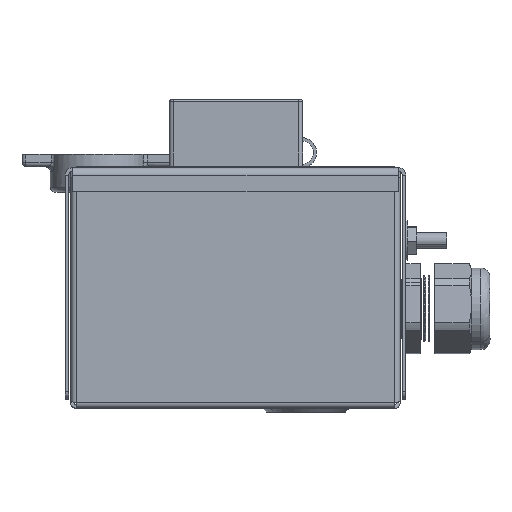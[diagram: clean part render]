
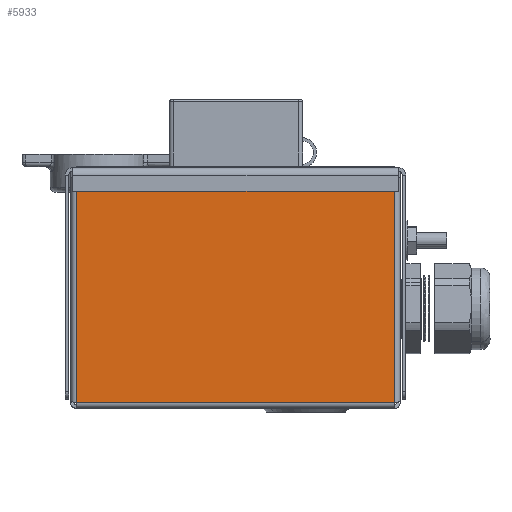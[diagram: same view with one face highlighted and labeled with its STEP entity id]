
A CAD part, left-side view. The second image highlights one B-rep face of the part: STEP entity #5933.
In plain terms, the highlighted planar face has unit normal (-1, 0, 0).
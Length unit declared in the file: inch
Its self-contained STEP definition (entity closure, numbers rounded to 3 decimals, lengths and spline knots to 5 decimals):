
#2882 = CARTESIAN_POINT ( 'NONE',  ( -0.0273, 5.1298, -0.0902 ) ) ;
#3152 = EDGE_CURVE ( 'NONE', #24045, #42284, #38727, .T. ) ;
#3648 = EDGE_CURVE ( 'NONE', #41851, #29305, #15292, .T. ) ;
#4373 = VECTOR ( 'NONE', #11863, 39.37008 ) ;
#5933 = ADVANCED_FACE ( 'NONE', ( #8466 ), #28835, .T. ) ;
#5980 = CARTESIAN_POINT ( 'NONE',  ( -0.0273, 0.0598, -3.6852 ) ) ;
#6727 = ORIENTED_EDGE ( 'NONE', *, *, #3648, .F. ) ;
#8466 = FACE_OUTER_BOUND ( 'NONE', #37526, .T. ) ;
#8747 = CARTESIAN_POINT ( 'NONE',  ( -0.0273, 5.1298, -3.6852 ) ) ;
#11863 = DIRECTION ( 'NONE',  ( 0., -1., 0. ) ) ;
#13458 = DIRECTION ( 'NONE',  ( 0., 0., -1. ) ) ;
#14331 = VECTOR ( 'NONE', #18851, 39.37008 ) ;
#14382 = EDGE_CURVE ( 'NONE', #24045, #41851, #23739, .T. ) ;
#15292 = LINE ( 'NONE', #28945, #14331 ) ;
#18333 = CARTESIAN_POINT ( 'NONE',  ( -0.0273, 2.5948, -3.6852 ) ) ;
#18851 = DIRECTION ( 'NONE',  ( 0., -1., 0. ) ) ;
#22854 = AXIS2_PLACEMENT_3D ( 'NONE', #34156, #23252, #44038 ) ;
#23252 = DIRECTION ( 'NONE',  ( -1., 0., 0. ) ) ;
#23739 = LINE ( 'NONE', #2882, #26098 ) ;
#24045 = VERTEX_POINT ( 'NONE', #8747 ) ;
#24651 = CARTESIAN_POINT ( 'NONE',  ( -0.0273, 0.0598, -3.7152 ) ) ;
#24887 = CARTESIAN_POINT ( 'NONE',  ( -0.0273, 5.1298, -0.0902 ) ) ;
#26098 = VECTOR ( 'NONE', #37573, 39.37008 ) ;
#28078 = CARTESIAN_POINT ( 'NONE',  ( -0.0273, 0.0598, -0.0902 ) ) ;
#28365 = ORIENTED_EDGE ( 'NONE', *, *, #14382, .F. ) ;
#28835 = PLANE ( 'NONE',  #22854 ) ;
#28945 = CARTESIAN_POINT ( 'NONE',  ( -0.0273, 0.0598, -0.0902 ) ) ;
#29305 = VERTEX_POINT ( 'NONE', #28078 ) ;
#29876 = VECTOR ( 'NONE', #13458, 39.37008 ) ;
#33550 = EDGE_CURVE ( 'NONE', #29305, #42284, #41412, .T. ) ;
#34156 = CARTESIAN_POINT ( 'NONE',  ( -0.0273, 2.5948, -3.775 ) ) ;
#37526 = EDGE_LOOP ( 'NONE', ( #28365, #39091, #44264, #6727 ) ) ;
#37573 = DIRECTION ( 'NONE',  ( 0., 0., 1. ) ) ;
#38727 = LINE ( 'NONE', #18333, #4373 ) ;
#39091 = ORIENTED_EDGE ( 'NONE', *, *, #3152, .T. ) ;
#41412 = LINE ( 'NONE', #24651, #29876 ) ;
#41851 = VERTEX_POINT ( 'NONE', #24887 ) ;
#42284 = VERTEX_POINT ( 'NONE', #5980 ) ;
#44038 = DIRECTION ( 'NONE',  ( 0., 0., 1. ) ) ;
#44264 = ORIENTED_EDGE ( 'NONE', *, *, #33550, .F. ) ;
